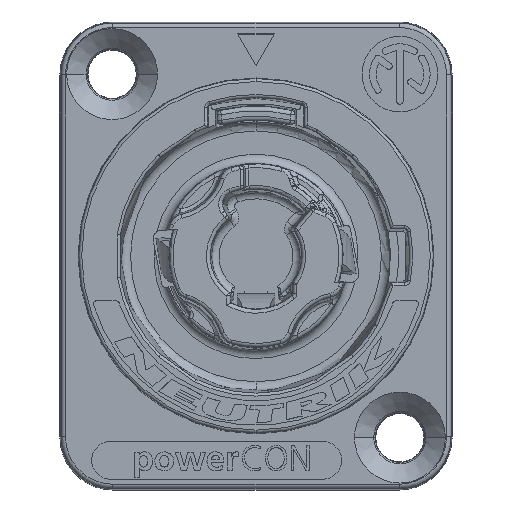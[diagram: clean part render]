
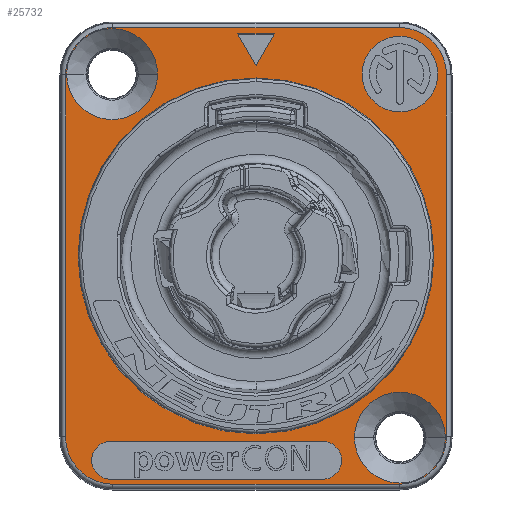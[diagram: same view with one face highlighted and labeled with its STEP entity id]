
A CAD part, top view. The second image highlights one B-rep face of the part: STEP entity #25732.
In plain terms, the highlighted planar face has unit normal (0, 0, 1).
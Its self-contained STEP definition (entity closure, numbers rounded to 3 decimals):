
#1=CARTESIAN_POINT('',(9.5,12.,4.5));
#2=DIRECTION('',(0.,0.,1.));
#3=DIRECTION('',(1.,0.,0.));
#4=AXIS2_PLACEMENT_3D('',#1,#2,#3);
#6=CARTESIAN_POINT('',(9.5,12.,4.5));
#7=DIRECTION('',(0.,0.,1.));
#8=DIRECTION('',(-1.,0.,0.));
#9=AXIS2_PLACEMENT_3D('',#6,#7,#8);
#11=CARTESIAN_POINT('',(-9.6,-13.5,4.5));
#12=DIRECTION('',(0.,0.,1.));
#13=DIRECTION('',(0.,1.,0.));
#14=AXIS2_PLACEMENT_3D('',#11,#12,#13);
#16=DIRECTION('',(1.,0.,0.));
#17=VECTOR('',#16,14.);
#18=CARTESIAN_POINT('',(-9.6,-14.75,4.5));
#19=LINE('',#18,#17);
#20=CARTESIAN_POINT('',(4.4,-13.5,4.5));
#21=DIRECTION('',(0.,0.,1.));
#22=DIRECTION('',(0.,-1.,0.));
#23=AXIS2_PLACEMENT_3D('',#20,#21,#22);
#25=DIRECTION('',(-1.,0.,0.));
#26=VECTOR('',#25,14.);
#27=CARTESIAN_POINT('',(4.4,-12.25,4.5));
#28=LINE('',#27,#26);
#29=DIRECTION('',(0.5,-0.866,0.));
#30=VECTOR('',#29,2.4);
#31=CARTESIAN_POINT('',(-1.2,14.65,4.5));
#32=LINE('',#31,#30);
#33=DIRECTION('',(0.5,0.866,0.));
#34=VECTOR('',#33,2.4);
#35=CARTESIAN_POINT('',(0.,12.572,4.5));
#36=LINE('',#35,#34);
#37=DIRECTION('',(-1.,0.,0.));
#38=VECTOR('',#37,2.4);
#39=CARTESIAN_POINT('',(1.2,14.65,4.5));
#40=LINE('',#39,#38);
#41=CARTESIAN_POINT('',(-9.5,12.,4.5));
#42=DIRECTION('',(0.,0.,-1.));
#43=DIRECTION('',(1.,0.,0.));
#44=AXIS2_PLACEMENT_3D('',#41,#42,#43);
#46=CARTESIAN_POINT('',(-9.5,12.,4.5));
#47=DIRECTION('',(0.,0.,-1.));
#48=DIRECTION('',(-1.,0.,0.));
#49=AXIS2_PLACEMENT_3D('',#46,#47,#48);
#51=CARTESIAN_POINT('',(9.5,-12.,4.5));
#52=DIRECTION('',(0.,0.,-1.));
#53=DIRECTION('',(-1.,0.,0.));
#54=AXIS2_PLACEMENT_3D('',#51,#52,#53);
#56=CARTESIAN_POINT('',(9.5,-12.,4.5));
#57=DIRECTION('',(0.,0.,-1.));
#58=DIRECTION('',(1.,0.,0.));
#59=AXIS2_PLACEMENT_3D('',#56,#57,#58);
#61=CARTESIAN_POINT('',(-9.45,-11.95,4.5));
#62=DIRECTION('',(0.,0.,1.));
#63=DIRECTION('',(-1.,0.,0.));
#64=AXIS2_PLACEMENT_3D('',#61,#62,#63);
#66=DIRECTION('',(0.,-1.,0.));
#67=VECTOR('',#66,23.9);
#68=CARTESIAN_POINT('',(-12.577,11.95,4.5));
#69=LINE('',#68,#67);
#70=CARTESIAN_POINT('',(-9.45,11.95,4.5));
#71=DIRECTION('',(0.,0.,1.));
#72=DIRECTION('',(0.,1.,0.));
#73=AXIS2_PLACEMENT_3D('',#70,#71,#72);
#75=DIRECTION('',(-1.,0.,0.));
#76=VECTOR('',#75,18.9);
#77=CARTESIAN_POINT('',(9.45,15.077,4.5));
#78=LINE('',#77,#76);
#79=CARTESIAN_POINT('',(9.45,11.95,4.5));
#80=DIRECTION('',(0.,0.,1.));
#81=DIRECTION('',(1.,0.,0.));
#82=AXIS2_PLACEMENT_3D('',#79,#80,#81);
#84=DIRECTION('',(0.,1.,0.));
#85=VECTOR('',#84,23.9);
#86=CARTESIAN_POINT('',(12.577,-11.95,4.5));
#87=LINE('',#86,#85);
#88=CARTESIAN_POINT('',(9.45,-11.95,4.5));
#89=DIRECTION('',(0.,0.,1.));
#90=DIRECTION('',(0.,-1.,0.));
#91=AXIS2_PLACEMENT_3D('',#88,#89,#90);
#93=DIRECTION('',(1.,0.,0.));
#94=VECTOR('',#93,18.9);
#95=CARTESIAN_POINT('',(-9.45,-15.077,4.5));
#96=LINE('',#95,#94);
#102=CARTESIAN_POINT('',(0.,0.,4.5));
#103=DIRECTION('',(0.,0.,-1.));
#104=DIRECTION('',(0.,1.,0.));
#105=AXIS2_PLACEMENT_3D('',#102,#103,#104);
#1453=CARTESIAN_POINT('',(0.,0.,4.5));
#1454=DIRECTION('',(0.,0.,1.));
#1455=DIRECTION('',(0.,1.,0.));
#1456=AXIS2_PLACEMENT_3D('',#1453,#1454,#1455);
#22257=CARTESIAN_POINT('',(12.,12.,4.5));
#22258=CARTESIAN_POINT('',(7.,12.,4.5));
#22259=VERTEX_POINT('',#22257);
#22260=VERTEX_POINT('',#22258);
#22261=CARTESIAN_POINT('',(-9.6,-12.25,4.5));
#22262=CARTESIAN_POINT('',(-9.6,-14.75,4.5));
#22263=VERTEX_POINT('',#22261);
#22264=VERTEX_POINT('',#22262);
#22265=CARTESIAN_POINT('',(4.4,-14.75,4.5));
#22266=VERTEX_POINT('',#22265);
#22267=CARTESIAN_POINT('',(4.4,-12.25,4.5));
#22268=VERTEX_POINT('',#22267);
#22269=CARTESIAN_POINT('',(-1.2,14.65,4.5));
#22270=CARTESIAN_POINT('',(0.,12.572,4.5));
#22271=VERTEX_POINT('',#22269);
#22272=VERTEX_POINT('',#22270);
#22273=CARTESIAN_POINT('',(1.2,14.65,4.5));
#22274=VERTEX_POINT('',#22273);
#22348=CARTESIAN_POINT('',(0.,11.75,4.5));
#22349=CARTESIAN_POINT('',(0.,-11.75,4.5));
#22350=VERTEX_POINT('',#22348);
#22351=VERTEX_POINT('',#22349);
#23734=CARTESIAN_POINT('',(-6.5,12.,4.5));
#23735=CARTESIAN_POINT('',(-12.5,12.,4.5));
#23736=VERTEX_POINT('',#23734);
#23737=VERTEX_POINT('',#23735);
#23738=CARTESIAN_POINT('',(-12.577,-11.95,4.5));
#23739=CARTESIAN_POINT('',(-9.45,-15.077,4.5));
#23740=VERTEX_POINT('',#23738);
#23741=VERTEX_POINT('',#23739);
#23746=CARTESIAN_POINT('',(9.45,-15.077,4.5));
#23747=VERTEX_POINT('',#23746);
#23750=CARTESIAN_POINT('',(12.577,-11.95,4.5));
#23751=VERTEX_POINT('',#23750);
#23754=CARTESIAN_POINT('',(12.577,11.95,4.5));
#23755=VERTEX_POINT('',#23754);
#23758=CARTESIAN_POINT('',(9.45,15.077,4.5));
#23759=VERTEX_POINT('',#23758);
#23762=CARTESIAN_POINT('',(-9.45,15.077,4.5));
#23763=VERTEX_POINT('',#23762);
#23766=CARTESIAN_POINT('',(-12.577,11.95,4.5));
#23767=VERTEX_POINT('',#23766);
#23774=CARTESIAN_POINT('',(6.5,-12.,4.5));
#23775=CARTESIAN_POINT('',(12.5,-12.,4.5));
#23776=VERTEX_POINT('',#23774);
#23777=VERTEX_POINT('',#23775);
#25667=CARTESIAN_POINT('',(0.,0.,4.5));
#25668=DIRECTION('',(0.,0.,-1.));
#25669=DIRECTION('',(0.,-1.,0.));
#25670=AXIS2_PLACEMENT_3D('',#25667,#25668,#25669);
#25671=PLANE('',#25670);
#25673=ORIENTED_EDGE('',*,*,#25672,.F.);
#25675=ORIENTED_EDGE('',*,*,#25674,.F.);
#25677=ORIENTED_EDGE('',*,*,#25676,.F.);
#25679=ORIENTED_EDGE('',*,*,#25678,.F.);
#25681=ORIENTED_EDGE('',*,*,#25680,.F.);
#25683=ORIENTED_EDGE('',*,*,#25682,.F.);
#25685=ORIENTED_EDGE('',*,*,#25684,.F.);
#25687=ORIENTED_EDGE('',*,*,#25686,.F.);
#25688=EDGE_LOOP('',(#25673,#25675,#25677,#25679,#25681,#25683,#25685,#25687));
#25689=FACE_OUTER_BOUND('',#25688,.F.);
#25691=ORIENTED_EDGE('',*,*,#25690,.T.);
#25693=ORIENTED_EDGE('',*,*,#25692,.T.);
#25694=EDGE_LOOP('',(#25691,#25693));
#25695=FACE_BOUND('',#25694,.F.);
#25697=ORIENTED_EDGE('',*,*,#25696,.T.);
#25699=ORIENTED_EDGE('',*,*,#25698,.T.);
#25701=ORIENTED_EDGE('',*,*,#25700,.T.);
#25703=ORIENTED_EDGE('',*,*,#25702,.T.);
#25704=EDGE_LOOP('',(#25697,#25699,#25701,#25703));
#25705=FACE_BOUND('',#25704,.F.);
#25707=ORIENTED_EDGE('',*,*,#25706,.T.);
#25709=ORIENTED_EDGE('',*,*,#25708,.T.);
#25711=ORIENTED_EDGE('',*,*,#25710,.T.);
#25712=EDGE_LOOP('',(#25707,#25709,#25711));
#25713=FACE_BOUND('',#25712,.F.);
#25715=ORIENTED_EDGE('',*,*,#25714,.F.);
#25717=ORIENTED_EDGE('',*,*,#25716,.F.);
#25718=EDGE_LOOP('',(#25715,#25717));
#25719=FACE_BOUND('',#25718,.F.);
#25721=ORIENTED_EDGE('',*,*,#25720,.F.);
#25723=ORIENTED_EDGE('',*,*,#25722,.F.);
#25724=EDGE_LOOP('',(#25721,#25723));
#25725=FACE_BOUND('',#25724,.F.);
#25727=ORIENTED_EDGE('',*,*,#25726,.F.);
#25729=ORIENTED_EDGE('',*,*,#25728,.T.);
#25730=EDGE_LOOP('',(#25727,#25729));
#25731=FACE_BOUND('',#25730,.F.);
#25732=ADVANCED_FACE('',(#25689,#25695,#25705,#25713,#25719,#25725,#25731),
#25671,.F.);
#5=CIRCLE('',#4,2.5);
#10=CIRCLE('',#9,2.5);
#15=CIRCLE('',#14,1.25);
#24=CIRCLE('',#23,1.25);
#45=CIRCLE('',#44,3.);
#50=CIRCLE('',#49,3.);
#55=CIRCLE('',#54,3.);
#60=CIRCLE('',#59,3.);
#65=CIRCLE('',#64,3.127);
#74=CIRCLE('',#73,3.127);
#83=CIRCLE('',#82,3.127);
#92=CIRCLE('',#91,3.127);
#106=CIRCLE('',#105,11.75);
#1457=CIRCLE('',#1456,11.75);
#25672=EDGE_CURVE('',#23740,#23741,#65,.T.);
#25674=EDGE_CURVE('',#23767,#23740,#69,.T.);
#25676=EDGE_CURVE('',#23763,#23767,#74,.T.);
#25678=EDGE_CURVE('',#23759,#23763,#78,.T.);
#25680=EDGE_CURVE('',#23755,#23759,#83,.T.);
#25682=EDGE_CURVE('',#23751,#23755,#87,.T.);
#25684=EDGE_CURVE('',#23747,#23751,#92,.T.);
#25686=EDGE_CURVE('',#23741,#23747,#96,.T.);
#25690=EDGE_CURVE('',#22259,#22260,#5,.T.);
#25692=EDGE_CURVE('',#22260,#22259,#10,.T.);
#25696=EDGE_CURVE('',#22263,#22264,#15,.T.);
#25698=EDGE_CURVE('',#22264,#22266,#19,.T.);
#25700=EDGE_CURVE('',#22266,#22268,#24,.T.);
#25702=EDGE_CURVE('',#22268,#22263,#28,.T.);
#25706=EDGE_CURVE('',#22271,#22272,#32,.T.);
#25708=EDGE_CURVE('',#22272,#22274,#36,.T.);
#25710=EDGE_CURVE('',#22274,#22271,#40,.T.);
#25714=EDGE_CURVE('',#23736,#23737,#45,.T.);
#25716=EDGE_CURVE('',#23737,#23736,#50,.T.);
#25720=EDGE_CURVE('',#23776,#23777,#55,.T.);
#25722=EDGE_CURVE('',#23777,#23776,#60,.T.);
#25726=EDGE_CURVE('',#22350,#22351,#106,.T.);
#25728=EDGE_CURVE('',#22350,#22351,#1457,.T.);
